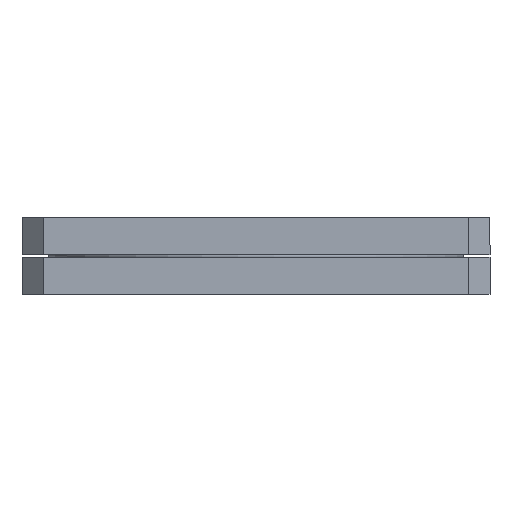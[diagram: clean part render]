
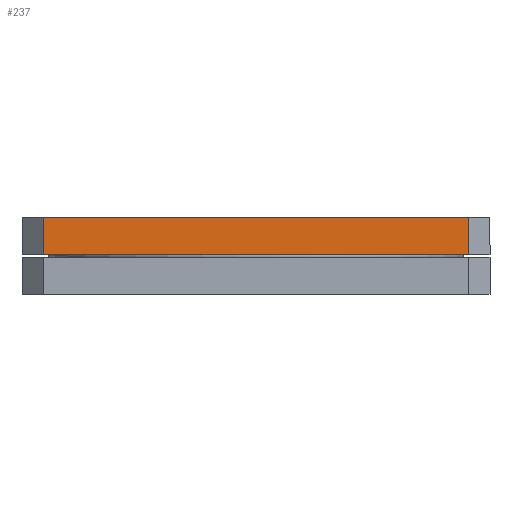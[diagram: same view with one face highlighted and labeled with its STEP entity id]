
A CAD part, front view. The second image highlights one B-rep face of the part: STEP entity #237.
In plain terms, the highlighted planar face has unit normal (0, -1, 0).
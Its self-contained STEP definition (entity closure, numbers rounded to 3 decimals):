
#16 = EDGE_CURVE ( 'NONE', #1886, #1669, #343, .T. ) ;
#48 = CARTESIAN_POINT ( 'NONE',  ( -225., -55., -8.75 ) ) ;
#92 = VECTOR ( 'NONE', #619, 1000. ) ;
#237 = ADVANCED_FACE ( 'NONE', ( #1472 ), #484, .T. ) ;
#329 = ORIENTED_EDGE ( 'NONE', *, *, #16, .T. ) ;
#337 = EDGE_CURVE ( 'NONE', #1319, #1610, #1007, .T. ) ;
#343 = LINE ( 'NONE', #950, #1072 ) ;
#463 = CARTESIAN_POINT ( 'NONE',  ( 55., -55., 0. ) ) ;
#484 = PLANE ( 'NONE',  #1057 ) ;
#566 = VECTOR ( 'NONE', #622, 1000. ) ;
#575 = ORIENTED_EDGE ( 'NONE', *, *, #629, .T. ) ;
#577 = EDGE_CURVE ( 'NONE', #1669, #1319, #608, .T. ) ;
#603 = CARTESIAN_POINT ( 'NONE',  ( 50., -55., -8.75 ) ) ;
#608 = LINE ( 'NONE', #463, #1290 ) ;
#615 = ORIENTED_EDGE ( 'NONE', *, *, #337, .T. ) ;
#619 = DIRECTION ( 'NONE',  ( 1., 0., 0. ) ) ;
#622 = DIRECTION ( 'NONE',  ( 0., 0., -1. ) ) ;
#629 = EDGE_CURVE ( 'NONE', #1610, #1886, #858, .T. ) ;
#804 = EDGE_LOOP ( 'NONE', ( #575, #329, #1368, #615 ) ) ;
#808 = CARTESIAN_POINT ( 'NONE',  ( -50., -55., 0. ) ) ;
#851 = CARTESIAN_POINT ( 'NONE',  ( 50., -55., 0. ) ) ;
#858 = LINE ( 'NONE', #48, #92 ) ;
#950 = CARTESIAN_POINT ( 'NONE',  ( 50., -55., 0. ) ) ;
#1007 = LINE ( 'NONE', #1339, #566 ) ;
#1047 = DIRECTION ( 'NONE',  ( 0., 0., 1. ) ) ;
#1057 = AXIS2_PLACEMENT_3D ( 'NONE', #1356, #1236, #1377 ) ;
#1072 = VECTOR ( 'NONE', #1047, 1000. ) ;
#1194 = DIRECTION ( 'NONE',  ( -1., 0., 0. ) ) ;
#1236 = DIRECTION ( 'NONE',  ( 0., -1., 0. ) ) ;
#1290 = VECTOR ( 'NONE', #1194, 1000. ) ;
#1319 = VERTEX_POINT ( 'NONE', #808 ) ;
#1339 = CARTESIAN_POINT ( 'NONE',  ( -50., -55., 0. ) ) ;
#1356 = CARTESIAN_POINT ( 'NONE',  ( 55., -55., 0. ) ) ;
#1368 = ORIENTED_EDGE ( 'NONE', *, *, #577, .T. ) ;
#1377 = DIRECTION ( 'NONE',  ( 0., 0., -1. ) ) ;
#1472 = FACE_OUTER_BOUND ( 'NONE', #804, .T. ) ;
#1561 = CARTESIAN_POINT ( 'NONE',  ( -50., -55., -8.75 ) ) ;
#1610 = VERTEX_POINT ( 'NONE', #1561 ) ;
#1669 = VERTEX_POINT ( 'NONE', #851 ) ;
#1886 = VERTEX_POINT ( 'NONE', #603 ) ;
